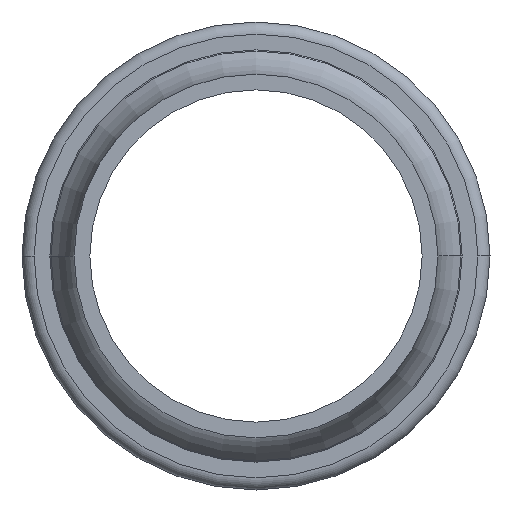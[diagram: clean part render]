
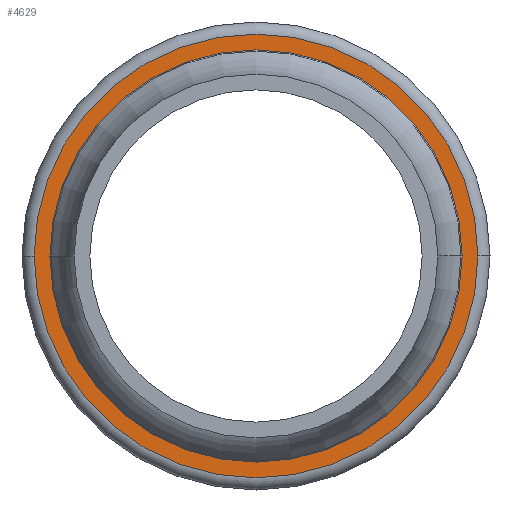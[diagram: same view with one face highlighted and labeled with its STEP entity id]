
A CAD part, left-side view. The second image highlights one B-rep face of the part: STEP entity #4629.
In plain terms, the highlighted planar face has unit normal (-1, 0, 0).
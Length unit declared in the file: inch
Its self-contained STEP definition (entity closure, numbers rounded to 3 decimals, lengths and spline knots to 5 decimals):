
#294 = VERTEX_POINT ( 'NONE', #2532 ) ;
#483 = FACE_BOUND ( 'NONE', #3578, .T. ) ;
#617 = CIRCLE ( 'NONE', #2026, 0.785 ) ;
#704 = CARTESIAN_POINT ( 'NONE',  ( 0.78, -0.915, 0. ) ) ;
#719 = CIRCLE ( 'NONE', #5303, 0.915 ) ;
#776 = EDGE_CURVE ( 'NONE', #2283, #1157, #719, .T. ) ;
#922 = DIRECTION ( 'NONE',  ( 1., 0., 0. ) ) ;
#1157 = VERTEX_POINT ( 'NONE', #5257 ) ;
#1236 = VERTEX_POINT ( 'NONE', #3683 ) ;
#1359 = DIRECTION ( 'NONE',  ( 0., 1., 0. ) ) ;
#1462 = CARTESIAN_POINT ( 'NONE',  ( 0.78, 0., 0. ) ) ;
#1678 = EDGE_LOOP ( 'NONE', ( #3622, #1817 ) ) ;
#1704 = AXIS2_PLACEMENT_3D ( 'NONE', #5835, #922, #1359 ) ;
#1757 = DIRECTION ( 'NONE',  ( 0., 1., 0. ) ) ;
#1817 = ORIENTED_EDGE ( 'NONE', *, *, #776, .F. ) ;
#1960 = EDGE_CURVE ( 'NONE', #1157, #2283, #4061, .T. ) ;
#2026 = AXIS2_PLACEMENT_3D ( 'NONE', #2349, #4197, #5219 ) ;
#2128 = EDGE_CURVE ( 'NONE', #1236, #294, #617, .T. ) ;
#2283 = VERTEX_POINT ( 'NONE', #704 ) ;
#2287 = CARTESIAN_POINT ( 'NONE',  ( 0.78, 0., 0. ) ) ;
#2349 = CARTESIAN_POINT ( 'NONE',  ( 0.78, 0., 0. ) ) ;
#2532 = CARTESIAN_POINT ( 'NONE',  ( 0.78, -0.785, 0. ) ) ;
#2695 = DIRECTION ( 'NONE',  ( 0., 1., 0. ) ) ;
#3020 = ORIENTED_EDGE ( 'NONE', *, *, #2128, .T. ) ;
#3115 = AXIS2_PLACEMENT_3D ( 'NONE', #1462, #4114, #2695 ) ;
#3121 = EDGE_CURVE ( 'NONE', #294, #1236, #3598, .T. ) ;
#3215 = ORIENTED_EDGE ( 'NONE', *, *, #3121, .T. ) ;
#3396 = AXIS2_PLACEMENT_3D ( 'NONE', #2287, #5845, #1757 ) ;
#3522 = PLANE ( 'NONE',  #1704 ) ;
#3578 = EDGE_LOOP ( 'NONE', ( #3020, #3215 ) ) ;
#3598 = CIRCLE ( 'NONE', #3115, 0.785 ) ;
#3622 = ORIENTED_EDGE ( 'NONE', *, *, #1960, .F. ) ;
#3683 = CARTESIAN_POINT ( 'NONE',  ( 0.78, 0.785, 0. ) ) ;
#3914 = CARTESIAN_POINT ( 'NONE',  ( 0.78, 0., 0. ) ) ;
#4061 = CIRCLE ( 'NONE', #3396, 0.915 ) ;
#4114 = DIRECTION ( 'NONE',  ( 1., 0., 0. ) ) ;
#4197 = DIRECTION ( 'NONE',  ( 1., 0., 0. ) ) ;
#4275 = DIRECTION ( 'NONE',  ( 1., 0., 0. ) ) ;
#4458 = FACE_OUTER_BOUND ( 'NONE', #1678, .T. ) ;
#4629 = ADVANCED_FACE ( 'NONE', ( #4458, #483 ), #3522, .F. ) ;
#5219 = DIRECTION ( 'NONE',  ( 0., 1., 0. ) ) ;
#5257 = CARTESIAN_POINT ( 'NONE',  ( 0.78, 0.915, 0. ) ) ;
#5303 = AXIS2_PLACEMENT_3D ( 'NONE', #3914, #4275, #5401 ) ;
#5401 = DIRECTION ( 'NONE',  ( 0., 1., 0. ) ) ;
#5835 = CARTESIAN_POINT ( 'NONE',  ( 0.78, 0., 0. ) ) ;
#5845 = DIRECTION ( 'NONE',  ( 1., 0., 0. ) ) ;
